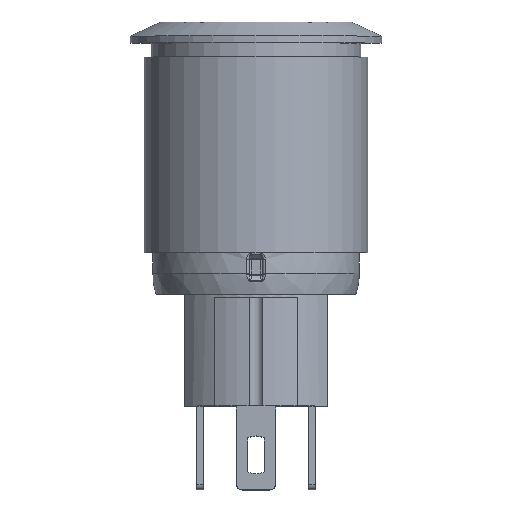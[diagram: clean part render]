
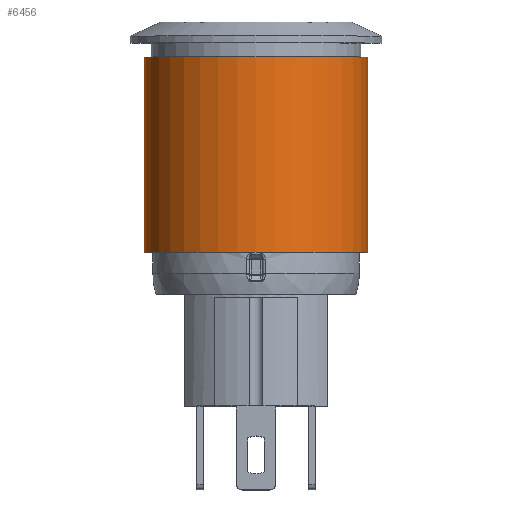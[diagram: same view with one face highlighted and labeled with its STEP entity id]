
A CAD part, top view. The second image highlights one B-rep face of the part: STEP entity #6456.
In plain terms, the highlighted cylindrical face has radius 8 mm (diameter 16 mm), a full revolution.
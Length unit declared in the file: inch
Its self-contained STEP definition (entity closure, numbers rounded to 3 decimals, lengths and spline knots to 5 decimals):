
#6422=CARTESIAN_POINT('',(0.31496,-0.59055,0.0));
#6423=VERTEX_POINT('',#6422);
#6424=CARTESIAN_POINT('',(0.0,-0.59055,0.0));
#6425=DIRECTION('',(0.0,-1.0,0.0));
#6426=DIRECTION('',(1.0,0.0,0.0));
#6427=AXIS2_PLACEMENT_3D('',#6424,#6425,#6426);
#6428=CIRCLE('',#6427,0.31496);
#6429=EDGE_CURVE('',#6423,#6423,#6428,.T.);
#6437=CARTESIAN_POINT('',(0.0,-0.31496,0.0));
#6438=DIRECTION('',(0.0,-1.0,0.0));
#6439=DIRECTION('',(1.0,0.0,0.0));
#6440=AXIS2_PLACEMENT_3D('',#6437,#6438,#6439);
#6441=CYLINDRICAL_SURFACE('',#6440,0.31496);
#6442=ORIENTED_EDGE('',*,*,#6429,.F.);
#6443=EDGE_LOOP('',(#6442));
#6444=FACE_OUTER_BOUND('',#6443,.T.);
#6445=CARTESIAN_POINT('',(0.31496,-0.03937,0.0));
#6446=VERTEX_POINT('',#6445);
#6447=CARTESIAN_POINT('',(0.0,-0.03937,0.0));
#6448=DIRECTION('',(0.0,-1.0,0.0));
#6449=DIRECTION('',(1.0,0.0,0.0));
#6450=AXIS2_PLACEMENT_3D('',#6447,#6448,#6449);
#6451=CIRCLE('',#6450,0.31496);
#6452=EDGE_CURVE('',#6446,#6446,#6451,.T.);
#6453=ORIENTED_EDGE('',*,*,#6452,.T.);
#6454=EDGE_LOOP('',(#6453));
#6455=FACE_BOUND('',#6454,.T.);
#6456=ADVANCED_FACE('',(#6444,#6455),#6441,.T.);
